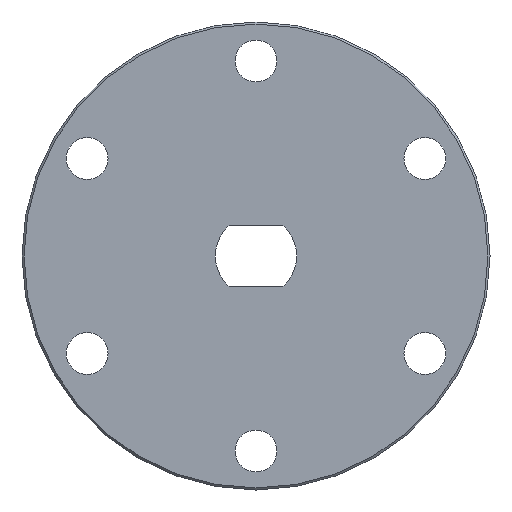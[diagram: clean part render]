
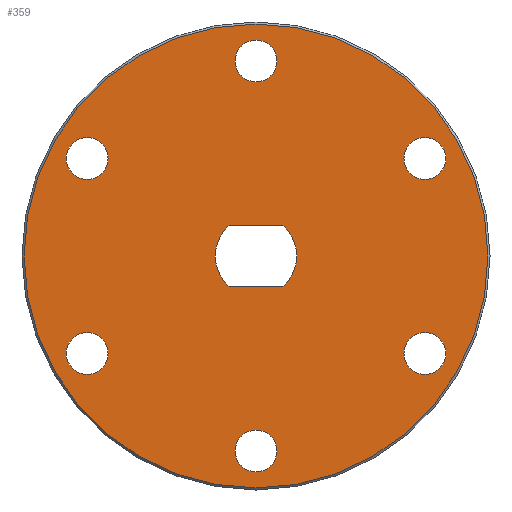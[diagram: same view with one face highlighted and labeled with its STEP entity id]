
A CAD part, front view. The second image highlights one B-rep face of the part: STEP entity #359.
In plain terms, the highlighted planar face has unit normal (0, -1, 0).
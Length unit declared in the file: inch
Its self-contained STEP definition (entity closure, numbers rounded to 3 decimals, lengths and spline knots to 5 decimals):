
#2 = DIRECTION ( 'NONE',  ( 0., 0., 1. ) ) ;
#3 = FACE_OUTER_BOUND ( 'NONE', #221, .T. ) ;
#8 = DIRECTION ( 'NONE',  ( 0.866, 0., -0.5 ) ) ;
#9 = EDGE_CURVE ( 'NONE', #549, #549, #141, .T. ) ;
#10 = DIRECTION ( 'NONE',  ( 0., 0., -1. ) ) ;
#12 = CIRCLE ( 'NONE', #445, 0.19575 ) ;
#20 = VERTEX_POINT ( 'NONE', #108 ) ;
#21 = EDGE_LOOP ( 'NONE', ( #157 ) ) ;
#23 = CIRCLE ( 'NONE', #244, 1.115 ) ;
#30 = EDGE_LOOP ( 'NONE', ( #340 ) ) ;
#31 = DIRECTION ( 'NONE',  ( 0., -1., 0. ) ) ;
#34 = EDGE_CURVE ( 'NONE', #588, #91, #550, .T. ) ;
#46 = EDGE_CURVE ( 'NONE', #467, #467, #304, .T. ) ;
#47 = CARTESIAN_POINT ( 'NONE',  ( -0.8119, 0., 0.46875 ) ) ;
#49 = DIRECTION ( 'NONE',  ( 0., 0., 1. ) ) ;
#55 = VERTEX_POINT ( 'NONE', #373 ) ;
#63 = FACE_BOUND ( 'NONE', #123, .T. ) ;
#66 = DIRECTION ( 'NONE',  ( 0., -1., 0. ) ) ;
#69 = CARTESIAN_POINT ( 'NONE',  ( 0., 0., 0. ) ) ;
#85 = ORIENTED_EDGE ( 'NONE', *, *, #362, .T. ) ;
#91 = VERTEX_POINT ( 'NONE', #638 ) ;
#93 = DIRECTION ( 'NONE',  ( 0., 1., 0. ) ) ;
#94 = FACE_BOUND ( 'NONE', #21, .T. ) ;
#100 = FACE_BOUND ( 'NONE', #195, .T. ) ;
#107 = EDGE_LOOP ( 'NONE', ( #183 ) ) ;
#108 = CARTESIAN_POINT ( 'NONE',  ( -0.72486, 0., -0.4185 ) ) ;
#116 = CARTESIAN_POINT ( 'NONE',  ( 0., 0., 0.9375 ) ) ;
#122 = DIRECTION ( 'NONE',  ( 0., 1., 0. ) ) ;
#123 = EDGE_LOOP ( 'NONE', ( #207, #228, #197, #277 ) ) ;
#128 = DIRECTION ( 'NONE',  ( 0., 1., 0. ) ) ;
#136 = CARTESIAN_POINT ( 'NONE',  ( 0.12926, 0., 0.147 ) ) ;
#138 = AXIS2_PLACEMENT_3D ( 'NONE', #116, #636, #407 ) ;
#141 = CIRCLE ( 'NONE', #292, 0.1005 ) ;
#145 = DIRECTION ( 'NONE',  ( 0.866, 0., 0.5 ) ) ;
#152 = CARTESIAN_POINT ( 'NONE',  ( 0., 0., 0. ) ) ;
#157 = ORIENTED_EDGE ( 'NONE', *, *, #388, .T. ) ;
#168 = ORIENTED_EDGE ( 'NONE', *, *, #170, .T. ) ;
#170 = EDGE_CURVE ( 'NONE', #55, #55, #633, .T. ) ;
#181 = CARTESIAN_POINT ( 'NONE',  ( 0.72486, 0., 0.4185 ) ) ;
#183 = ORIENTED_EDGE ( 'NONE', *, *, #337, .T. ) ;
#193 = DIRECTION ( 'NONE',  ( -0.866, 0., -0.5 ) ) ;
#194 = FACE_BOUND ( 'NONE', #518, .T. ) ;
#195 = EDGE_LOOP ( 'NONE', ( #439 ) ) ;
#197 = ORIENTED_EDGE ( 'NONE', *, *, #634, .T. ) ;
#198 = ORIENTED_EDGE ( 'NONE', *, *, #46, .T. ) ;
#207 = ORIENTED_EDGE ( 'NONE', *, *, #511, .T. ) ;
#208 = DIRECTION ( 'NONE',  ( 0., 1., 0. ) ) ;
#221 = EDGE_LOOP ( 'NONE', ( #85 ) ) ;
#224 = FACE_BOUND ( 'NONE', #332, .T. ) ;
#228 = ORIENTED_EDGE ( 'NONE', *, *, #629, .T. ) ;
#237 = VERTEX_POINT ( 'NONE', #243 ) ;
#243 = CARTESIAN_POINT ( 'NONE',  ( 0., 0., 0.837 ) ) ;
#244 = AXIS2_PLACEMENT_3D ( 'NONE', #313, #66, #492 ) ;
#247 = PLANE ( 'NONE',  #267 ) ;
#248 = CIRCLE ( 'NONE', #138, 0.1005 ) ;
#267 = AXIS2_PLACEMENT_3D ( 'NONE', #306, #31, #10 ) ;
#272 = AXIS2_PLACEMENT_3D ( 'NONE', #47, #342, #8 ) ;
#277 = ORIENTED_EDGE ( 'NONE', *, *, #34, .T. ) ;
#280 = CARTESIAN_POINT ( 'NONE',  ( -0.12926, 0., -0.147 ) ) ;
#287 = VERTEX_POINT ( 'NONE', #136 ) ;
#289 = DIRECTION ( 'NONE',  ( 0., 1., 0. ) ) ;
#292 = AXIS2_PLACEMENT_3D ( 'NONE', #401, #122, #193 ) ;
#298 = VECTOR ( 'NONE', #374, 39.37008 ) ;
#304 = CIRCLE ( 'NONE', #465, 0.1005 ) ;
#306 = CARTESIAN_POINT ( 'NONE',  ( 0., 0., 0. ) ) ;
#309 = VERTEX_POINT ( 'NONE', #584 ) ;
#310 = AXIS2_PLACEMENT_3D ( 'NONE', #331, #289, #145 ) ;
#313 = CARTESIAN_POINT ( 'NONE',  ( 0., 0., 0. ) ) ;
#331 = CARTESIAN_POINT ( 'NONE',  ( -0.8119, 0., -0.46875 ) ) ;
#332 = EDGE_LOOP ( 'NONE', ( #198 ) ) ;
#337 = EDGE_CURVE ( 'NONE', #237, #237, #248, .T. ) ;
#340 = ORIENTED_EDGE ( 'NONE', *, *, #389, .T. ) ;
#341 = FACE_BOUND ( 'NONE', #30, .T. ) ;
#342 = DIRECTION ( 'NONE',  ( 0., 1., 0. ) ) ;
#344 = CIRCLE ( 'NONE', #604, 0.19575 ) ;
#359 = ADVANCED_FACE ( 'NONE', ( #3, #94, #194, #517, #100, #341, #224, #63 ), #247, .T. ) ;
#362 = EDGE_CURVE ( 'NONE', #400, #400, #23, .T. ) ;
#370 = CARTESIAN_POINT ( 'NONE',  ( 0.12926, 0., -0.147 ) ) ;
#373 = CARTESIAN_POINT ( 'NONE',  ( -0.72486, 0., 0.4185 ) ) ;
#374 = DIRECTION ( 'NONE',  ( -1., 0., 0. ) ) ;
#383 = CARTESIAN_POINT ( 'NONE',  ( 0., 0., -0.9375 ) ) ;
#388 = EDGE_CURVE ( 'NONE', #20, #20, #507, .T. ) ;
#389 = EDGE_CURVE ( 'NONE', #540, #540, #395, .T. ) ;
#392 = DIRECTION ( 'NONE',  ( -0.866, 0., 0.5 ) ) ;
#395 = CIRCLE ( 'NONE', #597, 0.1005 ) ;
#400 = VERTEX_POINT ( 'NONE', #477 ) ;
#401 = CARTESIAN_POINT ( 'NONE',  ( 0.8119, 0., 0.46875 ) ) ;
#404 = VECTOR ( 'NONE', #525, 39.37008 ) ;
#407 = DIRECTION ( 'NONE',  ( 0., 0., -1. ) ) ;
#415 = CARTESIAN_POINT ( 'NONE',  ( 0.72486, 0., -0.4185 ) ) ;
#439 = ORIENTED_EDGE ( 'NONE', *, *, #9, .T. ) ;
#444 = DIRECTION ( 'NONE',  ( 0., 0., 1. ) ) ;
#445 = AXIS2_PLACEMENT_3D ( 'NONE', #152, #208, #2 ) ;
#465 = AXIS2_PLACEMENT_3D ( 'NONE', #383, #572, #444 ) ;
#467 = VERTEX_POINT ( 'NONE', #494 ) ;
#473 = LINE ( 'NONE', #519, #404 ) ;
#477 = CARTESIAN_POINT ( 'NONE',  ( 0., 0., -1.115 ) ) ;
#492 = DIRECTION ( 'NONE',  ( 0., 0., -1. ) ) ;
#494 = CARTESIAN_POINT ( 'NONE',  ( 0., 0., -0.837 ) ) ;
#507 = CIRCLE ( 'NONE', #310, 0.1005 ) ;
#511 = EDGE_CURVE ( 'NONE', #91, #309, #344, .T. ) ;
#517 = FACE_BOUND ( 'NONE', #107, .T. ) ;
#518 = EDGE_LOOP ( 'NONE', ( #168 ) ) ;
#519 = CARTESIAN_POINT ( 'NONE',  ( -0.12926, 0., 0.147 ) ) ;
#525 = DIRECTION ( 'NONE',  ( 1., 0., 0. ) ) ;
#540 = VERTEX_POINT ( 'NONE', #415 ) ;
#549 = VERTEX_POINT ( 'NONE', #181 ) ;
#550 = LINE ( 'NONE', #280, #298 ) ;
#572 = DIRECTION ( 'NONE',  ( 0., 1., 0. ) ) ;
#584 = CARTESIAN_POINT ( 'NONE',  ( -0.12926, 0., 0.147 ) ) ;
#588 = VERTEX_POINT ( 'NONE', #370 ) ;
#597 = AXIS2_PLACEMENT_3D ( 'NONE', #621, #128, #392 ) ;
#604 = AXIS2_PLACEMENT_3D ( 'NONE', #69, #93, #49 ) ;
#621 = CARTESIAN_POINT ( 'NONE',  ( 0.8119, 0., -0.46875 ) ) ;
#629 = EDGE_CURVE ( 'NONE', #309, #287, #473, .T. ) ;
#633 = CIRCLE ( 'NONE', #272, 0.1005 ) ;
#634 = EDGE_CURVE ( 'NONE', #287, #588, #12, .T. ) ;
#636 = DIRECTION ( 'NONE',  ( 0., 1., 0. ) ) ;
#638 = CARTESIAN_POINT ( 'NONE',  ( -0.12926, 0., -0.147 ) ) ;
